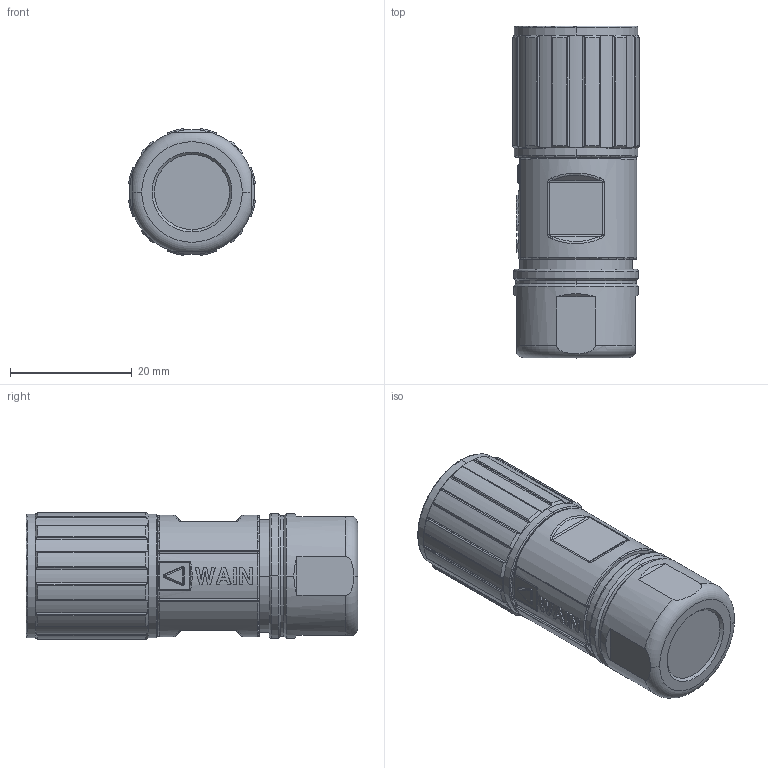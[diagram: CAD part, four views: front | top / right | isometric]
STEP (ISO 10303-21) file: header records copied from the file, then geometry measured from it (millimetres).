
FILE_DESCRIPTION((''),'2;1');
FILE_NAME('M17-FC06S-T-DX-SH_ASM_SW0001','2024-03-22T',('12262'),(''),'PRO/ENGINEER BY PARAMETRIC TECHNOLOGY CORPORATION, 2012480','PRO/ENGINEER BY PARAMETRIC TECHNOLOGY CORPORATION, 2012480','');
FILE_SCHEMA(('CONFIG_CONTROL_DESIGN'));
Products named in the file (1): M17-FC06S-T-DX-SH_ASM_SW0001
Bounding box: 20.77 x 54.4 x 20.77 mm (x, y, z)
Volume: 12144.1 mm3; surface area: 12984.5 mm2
Topology: 3 solids, 3 shells, 1727 faces, 4773 edges, 3124 vertices
Faces by surface type: plane 912, cylinder 310, cone 250, torus 133, bspline 120, sphere 2
Entity records: 64336 total; most frequent: CARTESIAN_POINT 21175, ORIENTED_EDGE 9542, DIRECTION 8352, EDGE_CURVE 4771, VERTEX_POINT 3124, AXIS2_PLACEMENT_3D 2871, VECTOR 2610, LINE 2610
